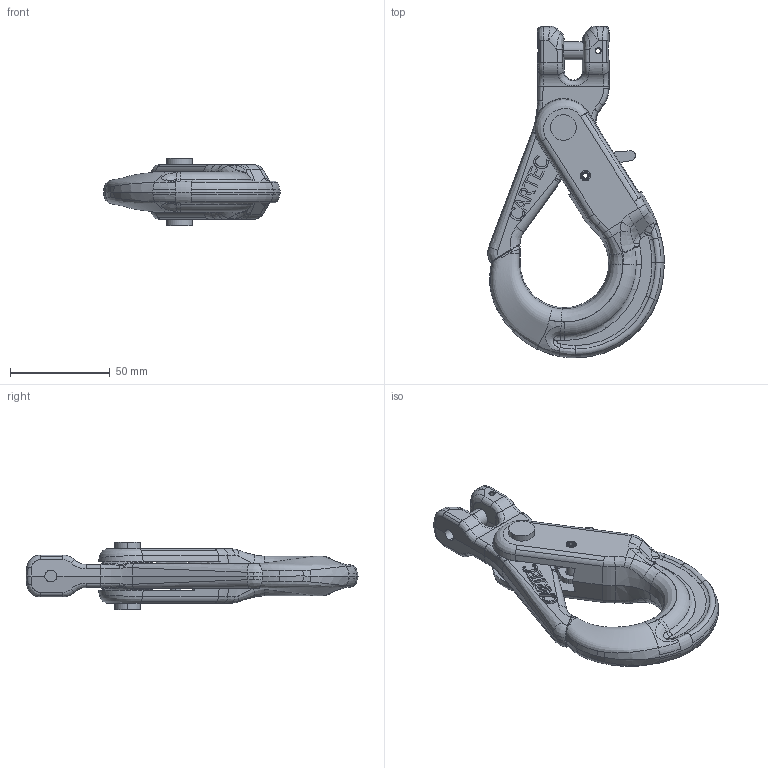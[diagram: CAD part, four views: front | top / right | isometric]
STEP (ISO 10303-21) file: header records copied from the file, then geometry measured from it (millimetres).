
FILE_DESCRIPTION(('STEP AP214'),'1');
FILE_NAME('crf_08.stp','2018-01-22T14:36:04',('TraceParts'),('TraceParts S.A.'),'Spatial InterOp 3D',' ',' ');
FILE_SCHEMA(('automotive_design'));
Length unit declared in the file: millimetre
Products named in the file (8): crf_08_1; crf_08_2; crf_08_3; crf_08_4; crf_08_5; crf_08_6; crf_08_7; crf_08_8
Bounding box: 88.76 x 166.8 x 34 mm (x, y, z)
Volume: 116763.4 mm3; surface area: 36325.9 mm2
Topology: 8 solids, 8 shells, 602 faces, 1544 edges, 952 vertices
Faces by surface type: bspline 223, plane 146, cylinder 139, cone 48, torus 46
Entity records: 58351 total; most frequent: CARTESIAN_POINT 40113, ORIENTED_EDGE 3068, DIRECTION 2396, EDGE_CURVE 1534, VERTEX_POINT 952, AXIS2_PLACEMENT_3D 951, EDGE_LOOP 634, STYLED_ITEM 610
